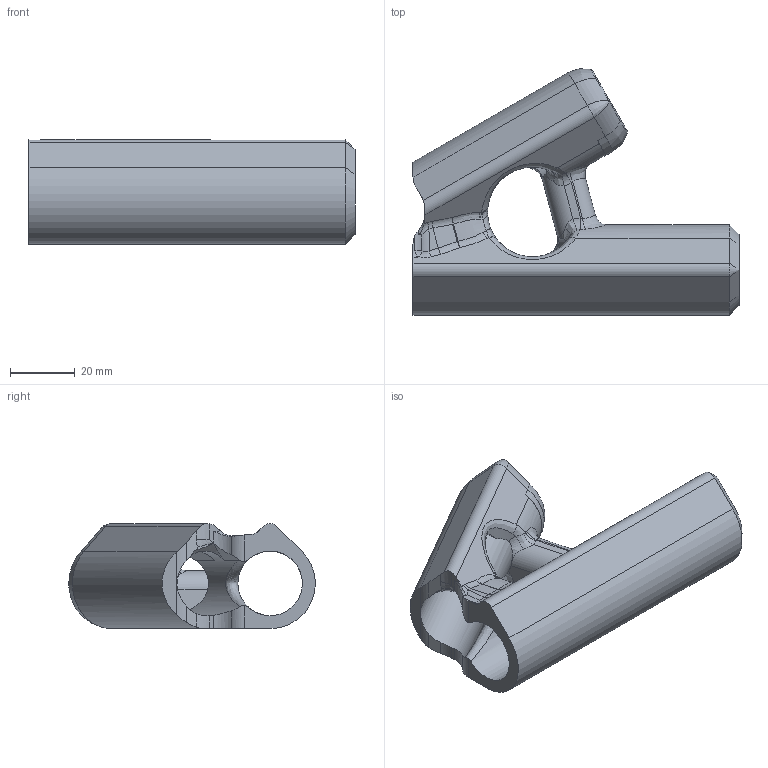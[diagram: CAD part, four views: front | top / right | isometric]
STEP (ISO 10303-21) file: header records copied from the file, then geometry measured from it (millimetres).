
FILE_DESCRIPTION(/* description */ (''),/* implementation_level */ '2;1');
FILE_NAME(/* name */ 'CurtainRodBracket_F3-01_014 (Angled Rod Joiner).step',/* time_stamp */ '2020-11-28T22:51:07-05:00',/* author */ (''),/* organization */ (''),/* preprocessor_version */ 'ST-DEVELOPER v18.1',/* originating_system */ 'Autodesk Translation Framework v9.3.0.1241',/* authorisation */ '');
FILE_SCHEMA (('AUTOMOTIVE_DESIGN { 1 0 10303 214 3 1 1 }'));
Length unit declared in the file: millimetre
Products named in the file (1): (Unsaved)
Bounding box: 101 x 76.38 x 32.52 mm (x, y, z)
Volume: 51922.4 mm3; surface area: 25722.3 mm2
Topology: 1 solids, 1 shells, 148 faces, 414 edges, 259 vertices
Faces by surface type: bspline 50, cylinder 42, plane 40, cone 13, sphere 2, torus 1
Full cylindrical faces by diameter (mm): 20 x2
Entity records: 6490 total; most frequent: CARTESIAN_POINT 3055, ORIENTED_EDGE 822, DIRECTION 570, EDGE_CURVE 411, VERTEX_POINT 259, AXIS2_PLACEMENT_3D 226, EDGE_LOOP 152, B_SPLINE_CURVE_WITH_KNOTS 150
